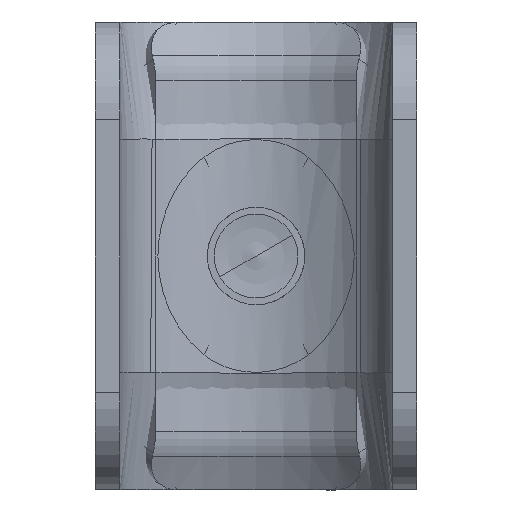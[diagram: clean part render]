
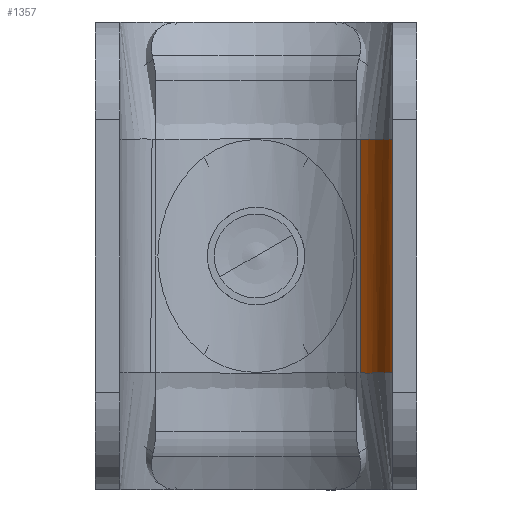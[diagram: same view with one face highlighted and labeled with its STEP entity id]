
A CAD part, front view. The second image highlights one B-rep face of the part: STEP entity #1357.
In plain terms, the highlighted cylindrical face has radius 5 mm (diameter 10 mm), a partial arc.
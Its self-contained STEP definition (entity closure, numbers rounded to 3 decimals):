
#35 = ORIENTED_EDGE ( 'NONE', *, *, #6196, .F. ) ;
#100 = VERTEX_POINT ( 'NONE', #4489 ) ;
#304 = CARTESIAN_POINT ( 'NONE',  ( 5.683, -2.35, 6. ) ) ;
#345 = CARTESIAN_POINT ( 'NONE',  ( 6.809, -4.393, 6. ) ) ;
#435 = FACE_OUTER_BOUND ( 'NONE', #4023, .T. ) ;
#720 = B_SPLINE_CURVE_WITH_KNOTS ( 'NONE', 3,
 ( #5260, #754, #6230, #3317, #304, #3839 ),
 .UNSPECIFIED., .F., .F.,
 ( 4, 2, 4 ),
 ( 0., 0.5, 1. ),
 .UNSPECIFIED. ) ;
#754 = CARTESIAN_POINT ( 'NONE',  ( 6.68, -3.942, 6. ) ) ;
#1357 = ADVANCED_FACE ( 'NONE', ( #435 ), #3288, .F. ) ;
#1465 = CARTESIAN_POINT ( 'NONE',  ( 2., -5.764, 12. ) ) ;
#1683 = AXIS2_PLACEMENT_3D ( 'NONE', #1465, #5455, #5006 ) ;
#1727 = CARTESIAN_POINT ( 'NONE',  ( 7., -5.764, 6. ) ) ;
#1834 = VERTEX_POINT ( 'NONE', #345 ) ;
#2028 = ORIENTED_EDGE ( 'NONE', *, *, #5696, .T. ) ;
#2057 = VERTEX_POINT ( 'NONE', #2986 ) ;
#2174 = EDGE_CURVE ( 'NONE', #2057, #2184, #6057, .T. ) ;
#2184 = VERTEX_POINT ( 'NONE', #2925 ) ;
#2203 = CARTESIAN_POINT ( 'NONE',  ( 7., -5.294, -6. ) ) ;
#2231 = ORIENTED_EDGE ( 'NONE', *, *, #4625, .T. ) ;
#2253 = CARTESIAN_POINT ( 'NONE',  ( 6.935, -4.838, 6. ) ) ;
#2256 = VECTOR ( 'NONE', #4728, 1000. ) ;
#2325 = ORIENTED_EDGE ( 'NONE', *, *, #4851, .T. ) ;
#2633 = CARTESIAN_POINT ( 'NONE',  ( 5.333, -2.037, -5.998 ) ) ;
#2925 = CARTESIAN_POINT ( 'NONE',  ( 5.333, -2.037, -5.998 ) ) ;
#2986 = CARTESIAN_POINT ( 'NONE',  ( 5.333, -2.037, 5.998 ) ) ;
#3115 = CARTESIAN_POINT ( 'NONE',  ( 5.507, -2.192, -6.004 ) ) ;
#3261 = ORIENTED_EDGE ( 'NONE', *, *, #5352, .T. ) ;
#3288 = CYLINDRICAL_SURFACE ( 'NONE', #1683, 5. ) ;
#3317 = CARTESIAN_POINT ( 'NONE',  ( 5.989, -2.713, 6. ) ) ;
#3460 = CARTESIAN_POINT ( 'NONE',  ( 7., -5.764, 6. ) ) ;
#3512 = VECTOR ( 'NONE', #5363, 1000. ) ;
#3533 = CARTESIAN_POINT ( 'NONE',  ( 5.333, -2.037, 12. ) ) ;
#3612 = B_SPLINE_CURVE_WITH_KNOTS ( 'NONE', 3,
 ( #5765, #6199, #6126, #6160, #2203, #5143 ),
 .UNSPECIFIED., .F., .F.,
 ( 4, 2, 4 ),
 ( 0., 0.5, 1. ),
 .UNSPECIFIED. ) ;
#3769 = LINE ( 'NONE', #3912, #3512 ) ;
#3824 = CARTESIAN_POINT ( 'NONE',  ( 7., -5.764, -6. ) ) ;
#3839 = CARTESIAN_POINT ( 'NONE',  ( 5.333, -2.037, 5.998 ) ) ;
#3912 = CARTESIAN_POINT ( 'NONE',  ( 7., -5.764, 12. ) ) ;
#3926 = B_SPLINE_CURVE_WITH_KNOTS ( 'NONE', 3,
 ( #2633, #3115, #5605, #6044, #6073, #6095 ),
 .UNSPECIFIED., .F., .F.,
 ( 4, 2, 4 ),
 ( 0., 0.001, 0.001 ),
 .UNSPECIFIED. ) ;
#4023 = EDGE_LOOP ( 'NONE', ( #2231, #2325, #35, #2028, #3261, #4492 ) ) ;
#4128 = VERTEX_POINT ( 'NONE', #3824 ) ;
#4489 = CARTESIAN_POINT ( 'NONE',  ( 6.227, -3.093, -6. ) ) ;
#4492 = ORIENTED_EDGE ( 'NONE', *, *, #2174, .T. ) ;
#4625 = EDGE_CURVE ( 'NONE', #2184, #100, #3926, .T. ) ;
#4728 = DIRECTION ( 'NONE',  ( 0., 0., -1. ) ) ;
#4763 = CARTESIAN_POINT ( 'NONE',  ( 7., -5.301, 6. ) ) ;
#4824 = B_SPLINE_CURVE_WITH_KNOTS ( 'NONE', 3,
 ( #1727, #4763, #2253, #5709 ),
 .UNSPECIFIED., .F., .F.,
 ( 4, 4 ),
 ( 0., 1. ),
 .UNSPECIFIED. ) ;
#4851 = EDGE_CURVE ( 'NONE', #100, #4128, #3612, .T. ) ;
#5006 = DIRECTION ( 'NONE',  ( -1., 0., 0. ) ) ;
#5143 = CARTESIAN_POINT ( 'NONE',  ( 7., -5.764, -6. ) ) ;
#5260 = CARTESIAN_POINT ( 'NONE',  ( 6.809, -4.393, 6. ) ) ;
#5352 = EDGE_CURVE ( 'NONE', #1834, #2057, #720, .T. ) ;
#5363 = DIRECTION ( 'NONE',  ( 0., 0., -1. ) ) ;
#5455 = DIRECTION ( 'NONE',  ( 0., 0., -1. ) ) ;
#5605 = CARTESIAN_POINT ( 'NONE',  ( 5.668, -2.358, -6. ) ) ;
#5696 = EDGE_CURVE ( 'NONE', #6223, #1834, #4824, .T. ) ;
#5709 = CARTESIAN_POINT ( 'NONE',  ( 6.809, -4.393, 6. ) ) ;
#5765 = CARTESIAN_POINT ( 'NONE',  ( 6.227, -3.093, -6. ) ) ;
#6044 = CARTESIAN_POINT ( 'NONE',  ( 5.966, -2.71, -6. ) ) ;
#6057 = LINE ( 'NONE', #3533, #2256 ) ;
#6073 = CARTESIAN_POINT ( 'NONE',  ( 6.103, -2.897, -6. ) ) ;
#6095 = CARTESIAN_POINT ( 'NONE',  ( 6.227, -3.093, -6. ) ) ;
#6126 = CARTESIAN_POINT ( 'NONE',  ( 6.672, -3.923, -6. ) ) ;
#6160 = CARTESIAN_POINT ( 'NONE',  ( 6.933, -4.825, -6. ) ) ;
#6196 = EDGE_CURVE ( 'NONE', #6223, #4128, #3769, .T. ) ;
#6199 = CARTESIAN_POINT ( 'NONE',  ( 6.478, -3.491, -6. ) ) ;
#6223 = VERTEX_POINT ( 'NONE', #3460 ) ;
#6230 = CARTESIAN_POINT ( 'NONE',  ( 6.487, -3.508, 6. ) ) ;
